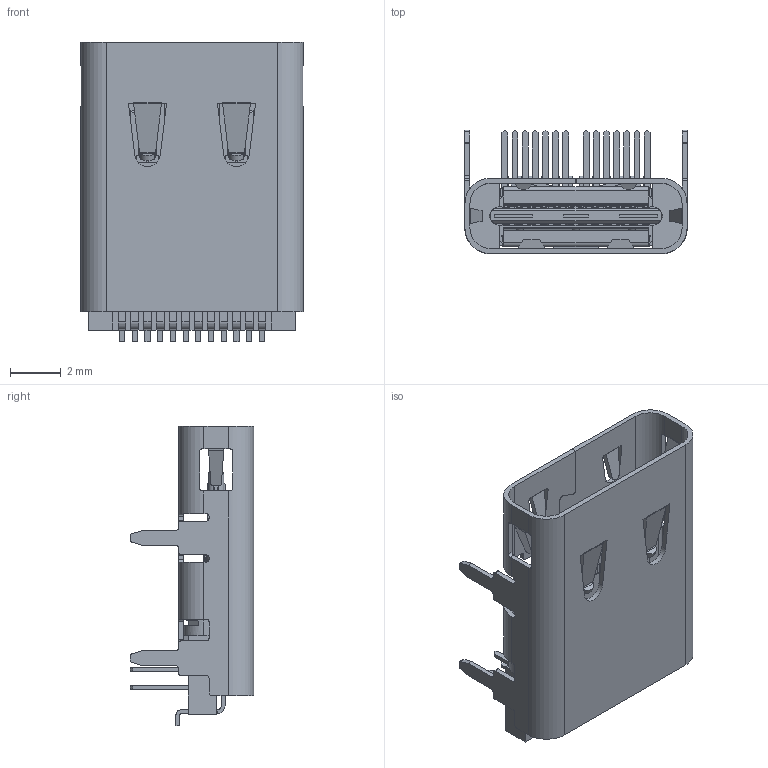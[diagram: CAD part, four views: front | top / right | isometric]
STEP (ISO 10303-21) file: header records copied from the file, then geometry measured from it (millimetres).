
FILE_DESCRIPTION(('3D model data'),'2;1') ;
FILE_NAME('632723300021.step','2024-01-01T00:00:00',(''),(''),'EsoCore Library','Unspecified','') ;
FILE_SCHEMA(('AUTOMOTIVE_DESIGN')) ;
Products named in the file (22): 632723300011; Housing; Shielding_3_v3; PIN2_Top_v3; Housing_TOP; Housing_Bottom2; Shielding_1_v3; PIN1_Top_v3; Housing_Bottom; PIN1_Bottom_v3; PIN2_Bottom_v3; PIN4_Bottom_v3; PIN5_Bottom_v3; PIN6_Bottom_v3; PIN7_Bottom_v3; Shielding_2; PIN1_Bottom_v3_mir; PIN4_Bottom_v3_mir; PIN6_Bottom_v3_mir; PIN2_Bottom_v3_mir; PIN5_Bottom_v3_mir; PIN7_Bottom_v3_mir
Assembly tree (32 placements, depth 2):
  632723300011
    Housing
    Shielding_3_v3
    PIN2_Top_v3  x8
    Housing_TOP
    Housing_Bottom2
    Shielding_1_v3
    PIN1_Top_v3  x4
    Housing_Bottom
    PIN1_Bottom_v3
    PIN2_Bottom_v3
    PIN4_Bottom_v3
    PIN5_Bottom_v3
    PIN6_Bottom_v3
    PIN7_Bottom_v3
    Shielding_2  x2
    PIN1_Bottom_v3_mir
    PIN4_Bottom_v3_mir
    PIN6_Bottom_v3_mir
    PIN2_Bottom_v3_mir
    PIN5_Bottom_v3_mir
    PIN7_Bottom_v3_mir
Bounding box: 8.74 x 4.86 x 11.79 mm (x, y, z)
Volume: 122.2 mm3; surface area: 1322.7 mm2
Topology: 32 solids, 32 shells, 2138 faces, 6071 edges, 3946 vertices
Faces by surface type: plane 1697, cylinder 353, bspline 64, torus 24
Full cylindrical faces by diameter (mm): 0.4 x6
Entity records: 67369 total; most frequent: CARTESIAN_POINT 20246, ORIENTED_EDGE 10214, DIRECTION 8839, EDGE_CURVE 5107, LINE 4321, VECTOR 4321, VERTEX_POINT 3334, AXIS2_PLACEMENT_3D 2259
